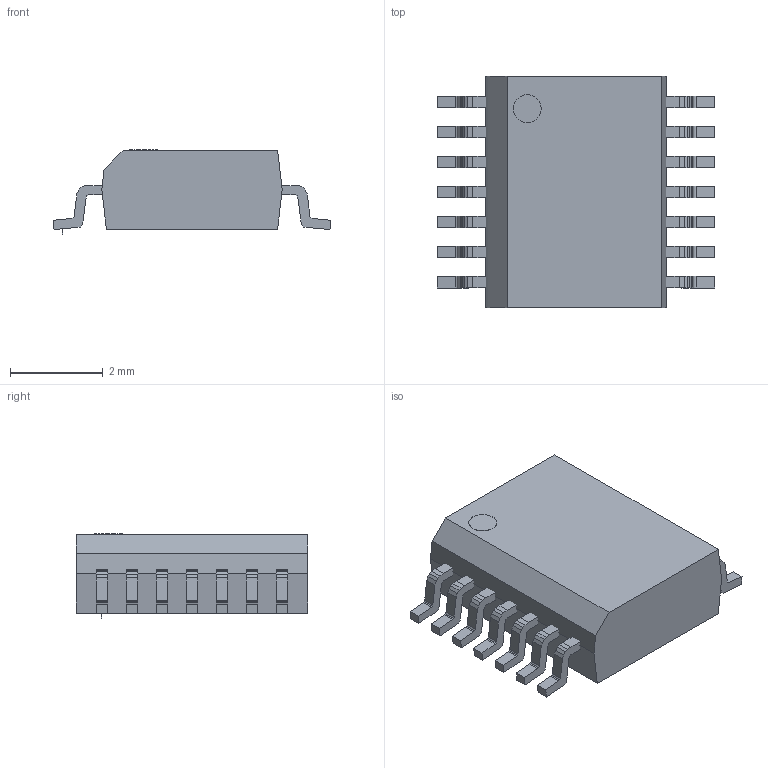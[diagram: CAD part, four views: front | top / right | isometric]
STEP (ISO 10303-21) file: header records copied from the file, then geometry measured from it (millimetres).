
FILE_DESCRIPTION (( 'STEP AP214' ), '1' );
FILE_NAME ('User Library-SSOP14-P065.STEP', '2015-06-04T08:42:09', ( 'Windows User' ), ( '' ), 'SwSTEP 2.0', 'SolidWorks 2015', '' );
FILE_SCHEMA (( 'AUTOMOTIVE_DESIGN' ));
Length unit declared in the file: millimetre
Products named in the file (17): User Library-SSOP14-P065_Board_5; User Library-SSOP14-P065_BODY_1; User Library-SSOP14-P065_Free-Models_4; User Library-SSOP14-P065_444648528_1; User Library-SSOP14-P065_Extruded_3; User Library-SSOP14-P065_Free-Models_3; User Library-SSOP14-P065_Board_4; User Library-SSOP14-P065_458410576_1; User Library-SSOP14-P065_458180032_1; User Library-SSOP14-P065_Board_3; User Library-SSOP14-P065_Cylinder_1; User Library-SSOP14-P065_PIN_1; User Library-SSOP14-P065; User Library-SSOP14-P065_Free-Models_5; User Library-SSOP14-P065_458410448_1; User Library-SSOP14-P065_Extruded_5; User Library-SSOP14-P065_Extruded_4
Assembly tree (22 placements, depth 6):
  User Library-SSOP14-P065
    User Library-SSOP14-P065_Board_3
    User Library-SSOP14-P065_Free-Models_3
      User Library-SSOP14-P065_BODY_1
        User Library-SSOP14-P065_Board_4
        User Library-SSOP14-P065_Free-Models_4
          User Library-SSOP14-P065_444648528_1
            User Library-SSOP14-P065_Extruded_3
      User Library-SSOP14-P065_PIN_1  x7
        User Library-SSOP14-P065_Board_5
        User Library-SSOP14-P065_Free-Models_5
          User Library-SSOP14-P065_458410576_1
            User Library-SSOP14-P065_Extruded_4
          User Library-SSOP14-P065_458410448_1
            User Library-SSOP14-P065_Extruded_5
      User Library-SSOP14-P065_458180032_1
        User Library-SSOP14-P065_Cylinder_1
Bounding box: 6 x 5 x 1.82 mm (x, y, z)
Volume: 33.2 mm3; surface area: 89.6 mm2
Topology: 25 solids, 25 shells, 354 faces, 912 edges, 608 vertices
Faces by surface type: plane 352, cylinder 2
Entity records: 3466 total; most frequent: CARTESIAN_POINT 396, DIRECTION 390, ORIENTED_EDGE 348, EDGE_CURVE 174, LINE 170, VECTOR 170, VERTEX_POINT 116, AXIS2_PLACEMENT_3D 110
